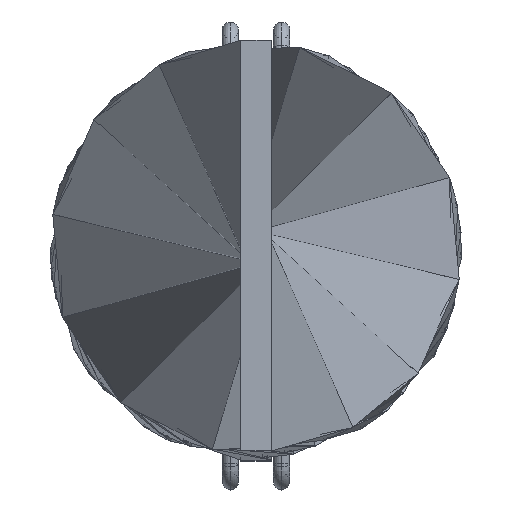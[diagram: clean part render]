
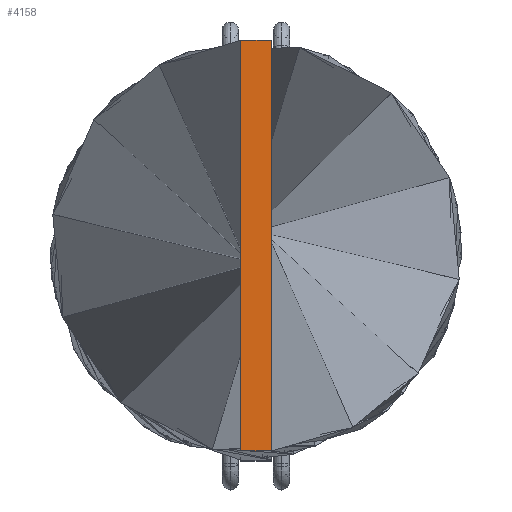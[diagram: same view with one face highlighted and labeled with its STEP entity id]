
A CAD part, top view. The second image highlights one B-rep face of the part: STEP entity #4158.
In plain terms, the highlighted planar face has unit normal (0, 0, 1).
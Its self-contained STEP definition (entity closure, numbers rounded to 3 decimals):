
#157 = LINE ( 'NONE', #4550, #1018 ) ;
#427 = LINE ( 'NONE', #2610, #4121 ) ;
#579 = VERTEX_POINT ( 'NONE', #4448 ) ;
#598 = DIRECTION ( 'NONE',  ( 1., 0., 0. ) ) ;
#1018 = VECTOR ( 'NONE', #2443, 1000. ) ;
#1100 = VECTOR ( 'NONE', #1835, 1000. ) ;
#1190 = AXIS2_PLACEMENT_3D ( 'NONE', #3870, #1678, #598 ) ;
#1253 = CARTESIAN_POINT ( 'NONE',  ( -0.75, -10., 300. ) ) ;
#1293 = PLANE ( 'NONE',  #1190 ) ;
#1325 = CARTESIAN_POINT ( 'NONE',  ( -0.75, 10., 300. ) ) ;
#1616 = DIRECTION ( 'NONE',  ( 1., 0., 0. ) ) ;
#1678 = DIRECTION ( 'NONE',  ( 0., 0., 1. ) ) ;
#1732 = CARTESIAN_POINT ( 'NONE',  ( -0.75, 10., 300. ) ) ;
#1835 = DIRECTION ( 'NONE',  ( 0., -1., 0. ) ) ;
#2015 = VERTEX_POINT ( 'NONE', #1732 ) ;
#2377 = ORIENTED_EDGE ( 'NONE', *, *, #4319, .T. ) ;
#2443 = DIRECTION ( 'NONE',  ( -1., 0., 0. ) ) ;
#2610 = CARTESIAN_POINT ( 'NONE',  ( 0.75, -10., 300. ) ) ;
#2740 = VECTOR ( 'NONE', #1616, 1000. ) ;
#3009 = CARTESIAN_POINT ( 'NONE',  ( -0.75, -10., 300. ) ) ;
#3123 = VERTEX_POINT ( 'NONE', #3009 ) ;
#3168 = LINE ( 'NONE', #1325, #1100 ) ;
#3234 = VERTEX_POINT ( 'NONE', #3769 ) ;
#3299 = EDGE_CURVE ( 'NONE', #3123, #3234, #3840, .T. ) ;
#3328 = ORIENTED_EDGE ( 'NONE', *, *, #4232, .T. ) ;
#3465 = EDGE_LOOP ( 'NONE', ( #3968, #3328, #4142, #2377 ) ) ;
#3672 = DIRECTION ( 'NONE',  ( 0., 1., 0. ) ) ;
#3769 = CARTESIAN_POINT ( 'NONE',  ( 0.75, -10., 300. ) ) ;
#3840 = LINE ( 'NONE', #1253, #2740 ) ;
#3870 = CARTESIAN_POINT ( 'NONE',  ( 0., 0., 300. ) ) ;
#3897 = FACE_OUTER_BOUND ( 'NONE', #3465, .T. ) ;
#3968 = ORIENTED_EDGE ( 'NONE', *, *, #4151, .T. ) ;
#4121 = VECTOR ( 'NONE', #3672, 1000. ) ;
#4142 = ORIENTED_EDGE ( 'NONE', *, *, #3299, .T. ) ;
#4151 = EDGE_CURVE ( 'NONE', #579, #2015, #157, .T. ) ;
#4158 = ADVANCED_FACE ( 'NONE', ( #3897 ), #1293, .T. ) ;
#4232 = EDGE_CURVE ( 'NONE', #2015, #3123, #3168, .T. ) ;
#4319 = EDGE_CURVE ( 'NONE', #3234, #579, #427, .T. ) ;
#4448 = CARTESIAN_POINT ( 'NONE',  ( 0.75, 10., 300. ) ) ;
#4550 = CARTESIAN_POINT ( 'NONE',  ( 0.75, 10., 300. ) ) ;
